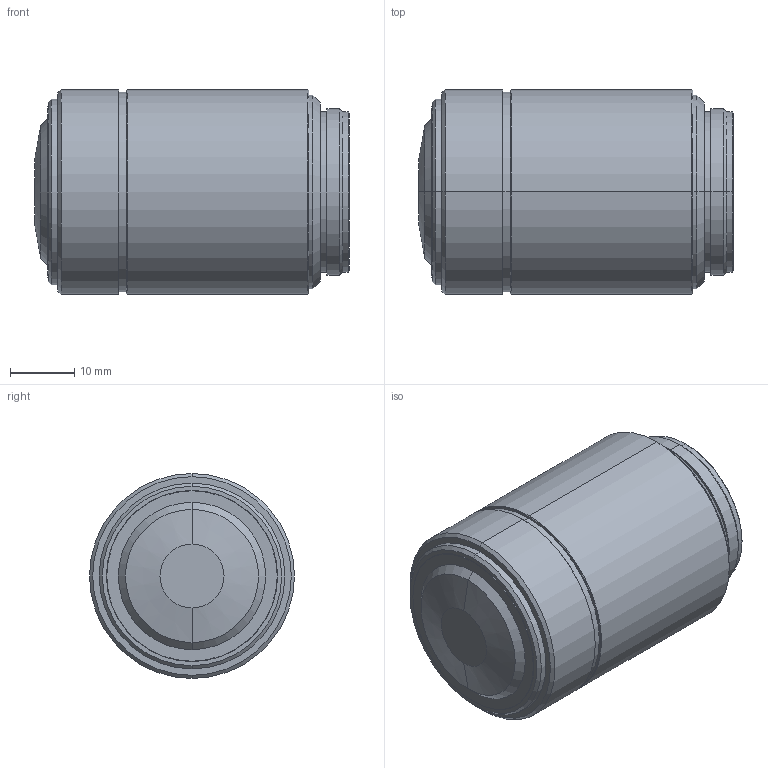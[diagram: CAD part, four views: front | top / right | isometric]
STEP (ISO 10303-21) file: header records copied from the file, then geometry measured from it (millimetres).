
FILE_DESCRIPTION (( 'STEP AP203' ), '1' );
FILE_NAME ('690086.step', '2025-04-14T08:40:49', ( 'MSI' ), ( '' ), 'SwSTEP 2.0', 'SolidWorks 2020', '' );
FILE_SCHEMA (( 'CONFIG_CONTROL_DESIGN' ));
Length unit declared in the file: millimetre
Products named in the file (3): MPLN50XBD.stp; 690086; 690086.stp
Assembly tree (2 placements, depth 3):
  690086
    690086.stp
      MPLN50XBD.stp
Bounding box: 49.12 x 32 x 32 mm (x, y, z)
Volume: 36598.7 mm3; surface area: 6229.8 mm2
Topology: 1 solids, 1 shells, 48 faces, 94 edges, 56 vertices
Faces by surface type: cone 22, cylinder 16, plane 10
Entity records: 1543 total; most frequent: DIRECTION 258, CARTESIAN_POINT 204, ORIENTED_EDGE 188, AXIS2_PLACEMENT_3D 110, EDGE_CURVE 94, EDGE_LOOP 56, VERTEX_POINT 56, CIRCLE 56
